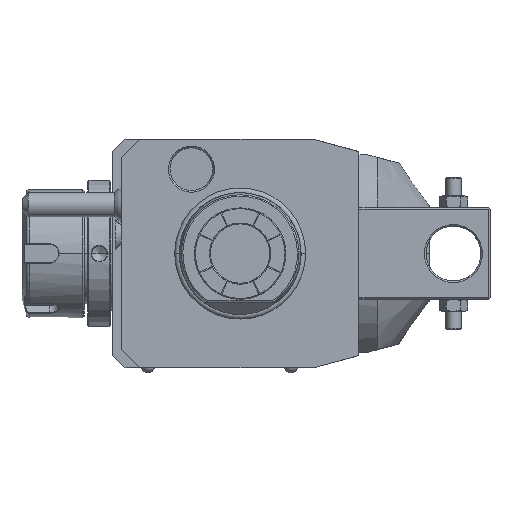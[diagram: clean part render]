
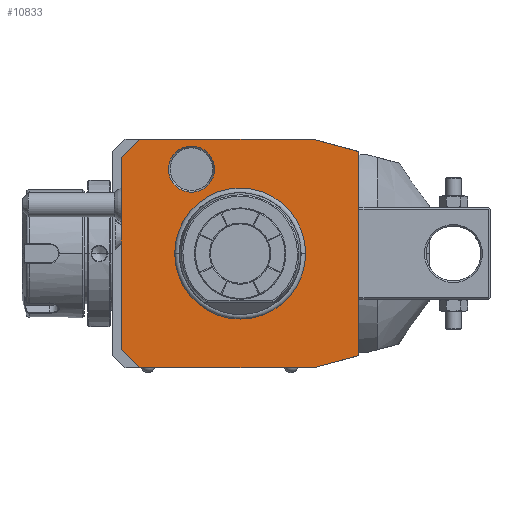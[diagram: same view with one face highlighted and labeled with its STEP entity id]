
A CAD part, front view. The second image highlights one B-rep face of the part: STEP entity #10833.
In plain terms, the highlighted planar face has unit normal (0, -1, 0).
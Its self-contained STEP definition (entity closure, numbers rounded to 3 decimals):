
#1=DIRECTION('',(-0.966,0.,0.259));
#2=VECTOR('',#1,15.529);
#3=CARTESIAN_POINT('',(39.,0.,33.481));
#4=LINE('',#3,#2);
#5=DIRECTION('',(0.,0.,1.));
#6=VECTOR('',#5,66.962);
#7=CARTESIAN_POINT('',(39.,0.,-33.481));
#8=LINE('',#7,#6);
#9=DIRECTION('',(0.966,0.,0.259));
#10=VECTOR('',#9,15.529);
#11=CARTESIAN_POINT('',(24.,0.,-37.5));
#12=LINE('',#11,#10);
#13=DIRECTION('',(1.,0.,0.));
#14=VECTOR('',#13,57.);
#15=CARTESIAN_POINT('',(-33.,0.,-37.5));
#16=LINE('',#15,#14);
#17=DIRECTION('',(0.707,0.,-0.707));
#18=VECTOR('',#17,8.485);
#19=CARTESIAN_POINT('',(-39.,0.,-31.5));
#20=LINE('',#19,#18);
#21=DIRECTION('',(0.,0.,-1.));
#22=VECTOR('',#21,63.);
#23=CARTESIAN_POINT('',(-39.,0.,31.5));
#24=LINE('',#23,#22);
#25=DIRECTION('',(-0.707,0.,-0.707));
#26=VECTOR('',#25,8.485);
#27=CARTESIAN_POINT('',(-33.,0.,37.5));
#28=LINE('',#27,#26);
#29=DIRECTION('',(-1.,0.,0.));
#30=VECTOR('',#29,57.);
#31=CARTESIAN_POINT('',(24.,0.,37.5));
#32=LINE('',#31,#30);
#33=CARTESIAN_POINT('',(-16.,0.,27.713));
#34=DIRECTION('',(0.,1.,0.));
#35=DIRECTION('',(1.,0.,0.));
#36=AXIS2_PLACEMENT_3D('',#33,#34,#35);
#38=CARTESIAN_POINT('',(-16.,0.,27.713));
#39=DIRECTION('',(0.,1.,0.));
#40=DIRECTION('',(-1.,0.,0.));
#41=AXIS2_PLACEMENT_3D('',#38,#39,#40);
#7522=CARTESIAN_POINT('',(0.,0.,0.));
#7523=DIRECTION('',(0.,1.,0.));
#7524=DIRECTION('',(-1.,0.,0.));
#7525=AXIS2_PLACEMENT_3D('',#7522,#7523,#7524);
#7527=CARTESIAN_POINT('',(0.,0.,0.));
#7528=DIRECTION('',(0.,1.,0.));
#7529=DIRECTION('',(1.,0.,0.));
#7530=AXIS2_PLACEMENT_3D('',#7527,#7528,#7529);
#9707=CARTESIAN_POINT('',(-8.423,0.,27.713));
#9708=CARTESIAN_POINT('',(-23.577,0.,27.713));
#9709=VERTEX_POINT('',#9707);
#9710=VERTEX_POINT('',#9708);
#10626=CARTESIAN_POINT('',(39.,0.,33.481));
#10627=CARTESIAN_POINT('',(24.,0.,37.5));
#10628=VERTEX_POINT('',#10626);
#10629=VERTEX_POINT('',#10627);
#10630=CARTESIAN_POINT('',(-33.,0.,37.5));
#10631=VERTEX_POINT('',#10630);
#10632=CARTESIAN_POINT('',(-39.,0.,31.5));
#10633=VERTEX_POINT('',#10632);
#10634=CARTESIAN_POINT('',(-39.,0.,-31.5));
#10635=VERTEX_POINT('',#10634);
#10636=CARTESIAN_POINT('',(-33.,0.,-37.5));
#10637=VERTEX_POINT('',#10636);
#10638=CARTESIAN_POINT('',(24.,0.,-37.5));
#10639=VERTEX_POINT('',#10638);
#10640=CARTESIAN_POINT('',(39.,0.,-33.481));
#10641=VERTEX_POINT('',#10640);
#10690=CARTESIAN_POINT('',(-21.137,0.,0.));
#10691=CARTESIAN_POINT('',(21.137,0.,0.));
#10692=VERTEX_POINT('',#10690);
#10693=VERTEX_POINT('',#10691);
#10798=CARTESIAN_POINT('',(0.,0.,0.));
#10799=DIRECTION('',(0.,-1.,0.));
#10800=DIRECTION('',(-1.,0.,0.));
#10801=AXIS2_PLACEMENT_3D('',#10798,#10799,#10800);
#10802=PLANE('',#10801);
#10804=ORIENTED_EDGE('',*,*,#10803,.F.);
#10806=ORIENTED_EDGE('',*,*,#10805,.F.);
#10808=ORIENTED_EDGE('',*,*,#10807,.F.);
#10810=ORIENTED_EDGE('',*,*,#10809,.F.);
#10812=ORIENTED_EDGE('',*,*,#10811,.F.);
#10814=ORIENTED_EDGE('',*,*,#10813,.F.);
#10816=ORIENTED_EDGE('',*,*,#10815,.F.);
#10818=ORIENTED_EDGE('',*,*,#10817,.F.);
#10819=EDGE_LOOP('',(#10804,#10806,#10808,#10810,#10812,#10814,#10816,#10818));
#10820=FACE_OUTER_BOUND('',#10819,.F.);
#10822=ORIENTED_EDGE('',*,*,#10821,.F.);
#10824=ORIENTED_EDGE('',*,*,#10823,.F.);
#10825=EDGE_LOOP('',(#10822,#10824));
#10826=FACE_BOUND('',#10825,.F.);
#10828=ORIENTED_EDGE('',*,*,#10827,.F.);
#10830=ORIENTED_EDGE('',*,*,#10829,.F.);
#10831=EDGE_LOOP('',(#10828,#10830));
#10832=FACE_BOUND('',#10831,.F.);
#37=CIRCLE('',#36,7.577);
#42=CIRCLE('',#41,7.577);
#7526=CIRCLE('',#7525,21.137);
#7531=CIRCLE('',#7530,21.137);
#10803=EDGE_CURVE('',#10628,#10629,#4,.T.);
#10805=EDGE_CURVE('',#10641,#10628,#8,.T.);
#10807=EDGE_CURVE('',#10639,#10641,#12,.T.);
#10809=EDGE_CURVE('',#10637,#10639,#16,.T.);
#10811=EDGE_CURVE('',#10635,#10637,#20,.T.);
#10813=EDGE_CURVE('',#10633,#10635,#24,.T.);
#10815=EDGE_CURVE('',#10631,#10633,#28,.T.);
#10817=EDGE_CURVE('',#10629,#10631,#32,.T.);
#10821=EDGE_CURVE('',#10692,#10693,#7526,.T.);
#10823=EDGE_CURVE('',#10693,#10692,#7531,.T.);
#10827=EDGE_CURVE('',#9709,#9710,#37,.T.);
#10829=EDGE_CURVE('',#9710,#9709,#42,.T.);
#10833=ADVANCED_FACE('',(#10820,#10826,#10832),#10802,.T.);
